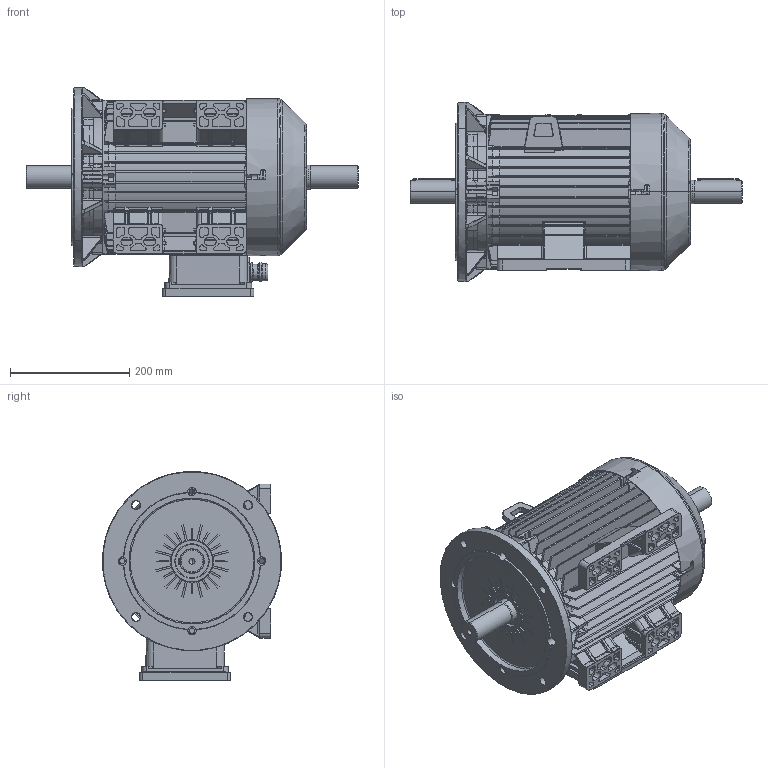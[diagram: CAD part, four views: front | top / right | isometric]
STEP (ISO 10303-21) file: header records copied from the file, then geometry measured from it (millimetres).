
FILE_DESCRIPTION (( 'STEP AP214' ), '1' );
FILE_NAME ('FCAP 132S-B3 B5-IC411-2-4-6-8 POLES-TB LEFT-DOUBLE SHAFT.STEP', '2024-09-24T13:16:18', ( '' ), ( '' ), 'SwSTEP 2.0', 'SolidWorks 2024', '' );
FILE_SCHEMA (( 'AUTOMOTIVE_DESIGN' ));
Length unit declared in the file: millimetre
Products named in the file (14): Flangia FC132_Cuscinetto_6208; Gruppo Coprimorsettiera 132; parallel_din_Parallel key A10 x 8 x 70 DIN 6885; Tappo M25; FCAP 132S-B3 B5-IC411-2-4-6-8 POLES-TB LEFT-DOUBLE SHAFT; PRESSACAVO M25; Carcassa 132SM-B3-laterale; Guarnizione scatola-motore 132; Albero 132M serie autoventilato; Copriventola 132S H.100; Coperchio scatola morsetti 132; Scatola morsetti 132; Scudo C132 anteriore; Guarnizione scatola-coperchio 132
Assembly tree (15 placements, depth 3):
  FCAP 132S-B3 B5-IC411-2-4-6-8 POLES-TB LEFT-DOUBLE SHAFT
    Albero 132M serie autoventilato  x2
    Scudo C132 anteriore
    Flangia FC132_Cuscinetto_6208
    parallel_din_Parallel key A10 x 8 x 70 DIN 6885  x2
    Copriventola 132S H.100
    Carcassa 132SM-B3-laterale
    Gruppo Coprimorsettiera 132
      Scatola morsetti 132
      Coperchio scatola morsetti 132
      Guarnizione scatola-motore 132
      PRESSACAVO M25
      Tappo M25
      Guarnizione scatola-coperchio 132
Bounding box: 556 x 300 x 350 mm (x, y, z)
Volume: 5440258.3 mm3; surface area: 1920565.3 mm2
Topology: 14 solids, 18 shells, 5800 faces, 15517 edges, 9794 vertices
Faces by surface type: plane 2291, cylinder 1523, torus 757, cone 753, bspline 330, sphere 146
Entity records: 198988 total; most frequent: CARTESIAN_POINT 57994, ORIENTED_EDGE 30682, DIRECTION 28344, EDGE_CURVE 15341, AXIS2_PLACEMENT_3D 10484, VERTEX_POINT 9710, VECTOR 7376, LINE 7376
